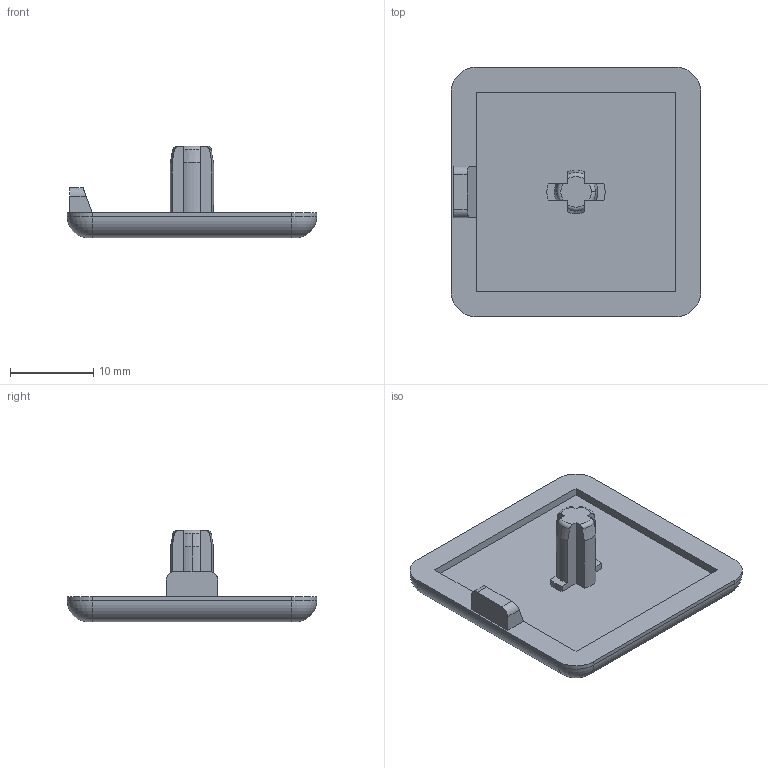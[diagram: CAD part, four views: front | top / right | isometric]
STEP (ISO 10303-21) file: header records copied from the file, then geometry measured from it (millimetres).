
FILE_DESCRIPTION (( 'STEP AP214' ), '1' );
FILE_NAME ('091184.STEP', '2013-05-17T07:24:49', ( 'User' ), ( '' ), 'SwSTEP 2.0', 'SolidWorks 2012', '' );
FILE_SCHEMA (( 'AUTOMOTIVE_DESIGN' ));
Length unit declared in the file: millimetre
Products named in the file (1): 091184
Bounding box: 30 x 30 x 11 mm (x, y, z)
Volume: 2137 mm3; surface area: 2312 mm2
Topology: 1 solids, 1 shells, 59 faces, 154 edges, 99 vertices
Faces by surface type: plane 27, cylinder 18, torus 9, cone 5
Entity records: 1884 total; most frequent: CARTESIAN_POINT 391, ORIENTED_EDGE 308, DIRECTION 306, EDGE_CURVE 154, AXIS2_PLACEMENT_3D 110, VERTEX_POINT 99, LINE 86, VECTOR 86
